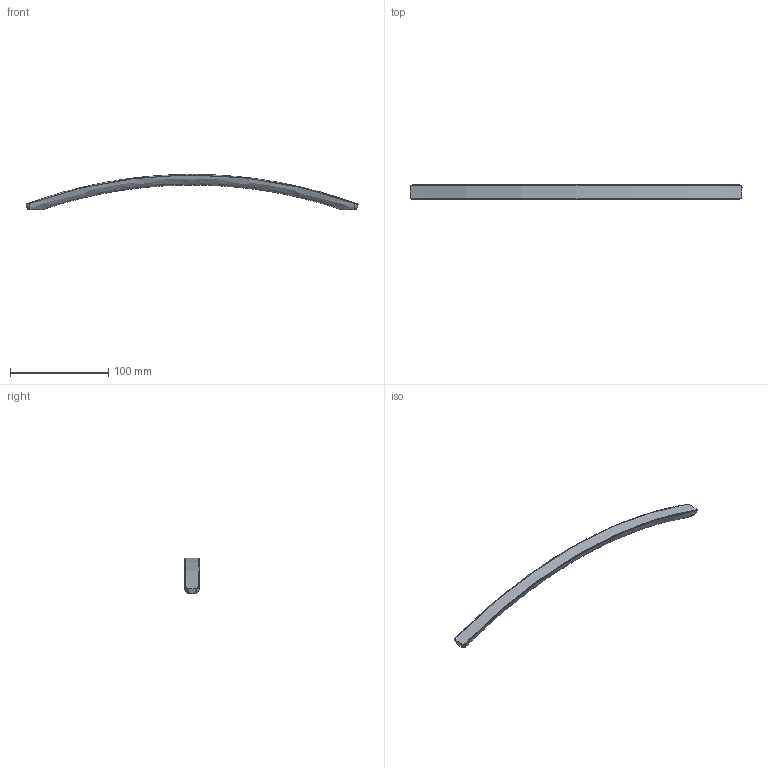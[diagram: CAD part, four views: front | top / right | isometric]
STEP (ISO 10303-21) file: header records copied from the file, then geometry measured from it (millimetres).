
FILE_DESCRIPTION(/* description */ (''),/* implementation_level */ '2;1');
FILE_NAME(/* name */ '0206_320_01.stp',/* time_stamp */ '2023-01-02T13:01:04+01:00',/* author */ ('jferrer'),/* organization */ (''),/* preprocessor_version */ 'ST-DEVELOPER v18.1',/* originating_system */ 'Autodesk Inventor 2022',/* authorisation */ '');
FILE_SCHEMA (('CONFIG_CONTROL_DESIGN'));
Length unit declared in the file: millimetre
Products named in the file (1): 0206_320_01
Bounding box: 338.63 x 14.55 x 36 mm (x, y, z)
Surface area: 14724.1 mm2 (no closed solid volume)
Topology: 0 solids, 24 shells, 28 faces, 112 edges, 104 vertices
Faces by surface type: bspline 15, plane 6, cylinder 5, cone 2
Full cylindrical faces by diameter (mm): 3.3 x2
Entity records: 3404 total; most frequent: CARTESIAN_POINT 2590, ORIENTED_EDGE 120, EDGE_CURVE 112, DIRECTION 108, VERTEX_POINT 104, AXIS2_PLACEMENT_3D 46, CIRCLE 32, B_SPLINE_CURVE_WITH_KNOTS 32
